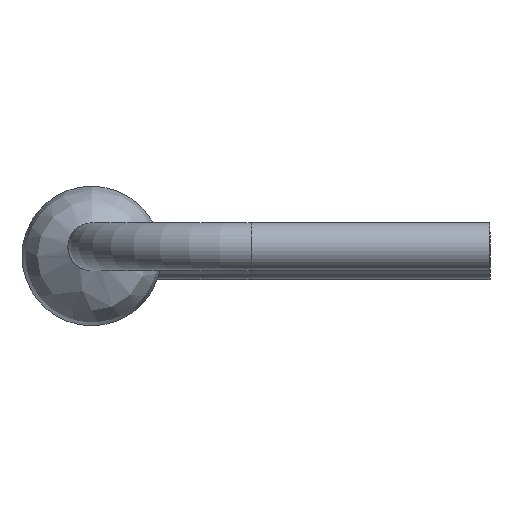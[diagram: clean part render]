
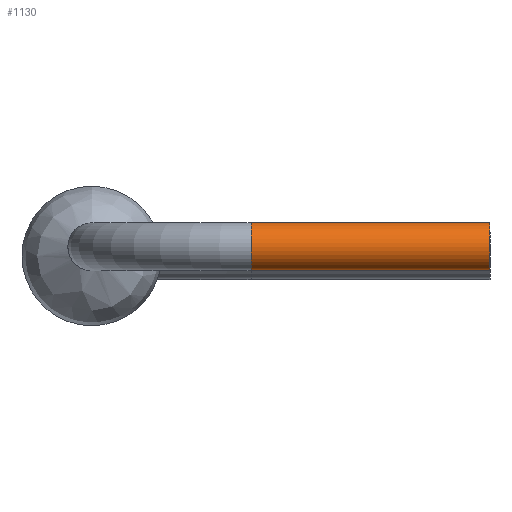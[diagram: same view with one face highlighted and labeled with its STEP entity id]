
A CAD part, left-side view. The second image highlights one B-rep face of the part: STEP entity #1130.
In plain terms, the highlighted cylindrical face has radius 0.3 mm (diameter 0.6 mm), a full revolution.
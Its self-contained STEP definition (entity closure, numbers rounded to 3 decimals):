
#275=FACE_BOUND('',#435,.T.);
#304=CYLINDRICAL_SURFACE('',#1245,0.3);
#366=FACE_OUTER_BOUND('',#434,.T.);
#434=EDGE_LOOP('',(#1044));
#435=EDGE_LOOP('',(#1045));
#501=CIRCLE('',#1241,0.3);
#502=CIRCLE('',#1243,0.3);
#603=VERTEX_POINT('',#1956);
#604=VERTEX_POINT('',#1959);
#753=EDGE_CURVE('',#603,#603,#501,.T.);
#754=EDGE_CURVE('',#604,#604,#502,.T.);
#1044=ORIENTED_EDGE('',*,*,#753,.F.);
#1045=ORIENTED_EDGE('',*,*,#754,.T.);
#1130=ADVANCED_FACE('',(#366,#275),#304,.T.);
#1241=AXIS2_PLACEMENT_3D('',#1957,#1543,#1544);
#1243=AXIS2_PLACEMENT_3D('',#1960,#1547,#1548);
#1245=AXIS2_PLACEMENT_3D('',#1963,#1551,#1552);
#1543=DIRECTION('center_axis',(0.,-1.,0.));
#1544=DIRECTION('ref_axis',(0.,0.,-1.));
#1547=DIRECTION('center_axis',(0.,-1.,0.));
#1548=DIRECTION('ref_axis',(0.,0.,-1.));
#1551=DIRECTION('center_axis',(0.,-1.,0.));
#1552=DIRECTION('ref_axis',(0.,0.,-1.));
#1956=CARTESIAN_POINT('',(-9.149,-4.447,0.415));
#1957=CARTESIAN_POINT('Origin',(-9.149,-4.447,0.115));
#1959=CARTESIAN_POINT('',(-9.149,-1.447,0.415));
#1960=CARTESIAN_POINT('Origin',(-9.149,-1.447,0.115));
#1963=CARTESIAN_POINT('Origin',(-9.149,-1.447,0.115));
